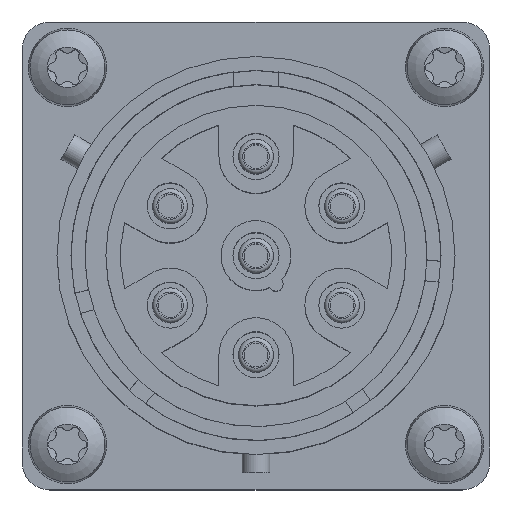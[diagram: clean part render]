
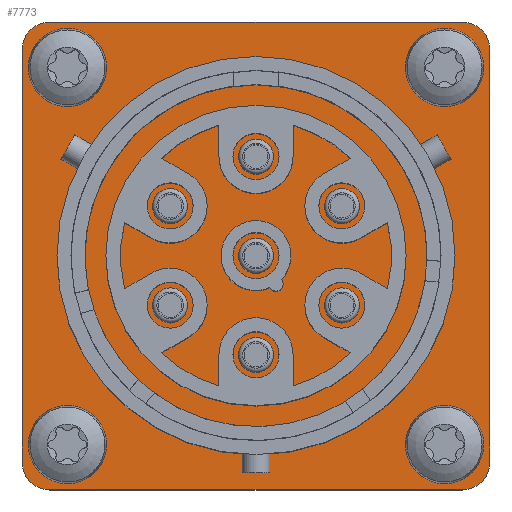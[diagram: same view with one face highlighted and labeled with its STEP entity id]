
A CAD part, top view. The second image highlights one B-rep face of the part: STEP entity #7773.
In plain terms, the highlighted planar face has unit normal (0, 0, 1).
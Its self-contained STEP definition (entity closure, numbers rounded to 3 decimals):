
#381=LINE($,#12547,#829);
#385=LINE($,#12559,#833);
#389=LINE($,#12571,#837);
#392=LINE($,#12580,#840);
#829=VECTOR($,#10119,29.5);
#833=VECTOR($,#10131,29.5);
#837=VECTOR($,#10143,29.5);
#840=VECTOR($,#10154,29.5);
#1252=PLANE($,#8583);
#1536=FACE_BOUND($,#2504,.T.);
#1537=FACE_BOUND($,#2505,.T.);
#1538=FACE_BOUND($,#2506,.T.);
#1539=FACE_BOUND($,#2507,.T.);
#1540=FACE_BOUND($,#2508,.T.);
#1541=FACE_BOUND($,#2509,.T.);
#1542=FACE_BOUND($,#2510,.T.);
#1543=FACE_BOUND($,#2511,.T.);
#1544=FACE_BOUND($,#2512,.T.);
#1545=FACE_BOUND($,#2513,.T.);
#1546=FACE_BOUND($,#2514,.T.);
#1846=FACE_OUTER_BOUND($,#2503,.T.);
#2503=EDGE_LOOP($,(#5930,#5931,#5932,#5933,#5934,#5935,#5936,#5937));
#2504=EDGE_LOOP($,(#5938));
#2505=EDGE_LOOP($,(#5939));
#2506=EDGE_LOOP($,(#5940));
#2507=EDGE_LOOP($,(#5941));
#2508=EDGE_LOOP($,(#5942));
#2509=EDGE_LOOP($,(#5943));
#2510=EDGE_LOOP($,(#5944));
#2511=EDGE_LOOP($,(#5945));
#2512=EDGE_LOOP($,(#5946));
#2513=EDGE_LOOP($,(#5947));
#2514=EDGE_LOOP($,(#5948));
#3129=CIRCLE($,#8508,1.25);
#3134=CIRCLE($,#8516,1.25);
#3137=CIRCLE($,#8521,1.25);
#3140=CIRCLE($,#8526,1.25);
#3143=CIRCLE($,#8531,1.25);
#3146=CIRCLE($,#8536,1.25);
#3155=CIRCLE($,#8553,1.6);
#3157=CIRCLE($,#8556,1.6);
#3159=CIRCLE($,#8559,1.6);
#3161=CIRCLE($,#8562,1.6);
#3163=CIRCLE($,#8565,2.);
#3165=CIRCLE($,#8569,2.);
#3167=CIRCLE($,#8573,2.);
#3169=CIRCLE($,#8577,2.);
#3171=CIRCLE($,#8582,1.25);
#3641=VERTEX_POINT($,#12445);
#3646=VERTEX_POINT($,#12458);
#3649=VERTEX_POINT($,#12466);
#3652=VERTEX_POINT($,#12474);
#3655=VERTEX_POINT($,#12482);
#3658=VERTEX_POINT($,#12490);
#3667=VERTEX_POINT($,#12516);
#3669=VERTEX_POINT($,#12521);
#3671=VERTEX_POINT($,#12526);
#3673=VERTEX_POINT($,#12531);
#3676=VERTEX_POINT($,#12537);
#3677=VERTEX_POINT($,#12539);
#3679=VERTEX_POINT($,#12545);
#3681=VERTEX_POINT($,#12551);
#3683=VERTEX_POINT($,#12557);
#3685=VERTEX_POINT($,#12563);
#3687=VERTEX_POINT($,#12569);
#3689=VERTEX_POINT($,#12575);
#3691=VERTEX_POINT($,#12585);
#4489=EDGE_CURVE($,#3641,#3641,#3129,.T.);
#4494=EDGE_CURVE($,#3646,#3646,#3134,.T.);
#4497=EDGE_CURVE($,#3649,#3649,#3137,.T.);
#4500=EDGE_CURVE($,#3652,#3652,#3140,.T.);
#4503=EDGE_CURVE($,#3655,#3655,#3143,.T.);
#4506=EDGE_CURVE($,#3658,#3658,#3146,.T.);
#4515=EDGE_CURVE($,#3667,#3667,#3155,.T.);
#4517=EDGE_CURVE($,#3669,#3669,#3157,.T.);
#4519=EDGE_CURVE($,#3671,#3671,#3159,.T.);
#4521=EDGE_CURVE($,#3673,#3673,#3161,.T.);
#4524=EDGE_CURVE($,#3676,#3677,#3163,.T.);
#4528=EDGE_CURVE($,#3679,#3676,#381,.T.);
#4531=EDGE_CURVE($,#3681,#3679,#3165,.T.);
#4534=EDGE_CURVE($,#3683,#3681,#385,.T.);
#4537=EDGE_CURVE($,#3685,#3683,#3167,.T.);
#4540=EDGE_CURVE($,#3687,#3685,#389,.T.);
#4543=EDGE_CURVE($,#3689,#3687,#3169,.T.);
#4545=EDGE_CURVE($,#3677,#3689,#392,.T.);
#4547=EDGE_CURVE($,#3691,#3691,#3171,.T.);
#5930=ORIENTED_EDGE($,*,*,#4545,.F.);
#5931=ORIENTED_EDGE($,*,*,#4524,.F.);
#5932=ORIENTED_EDGE($,*,*,#4528,.F.);
#5933=ORIENTED_EDGE($,*,*,#4531,.F.);
#5934=ORIENTED_EDGE($,*,*,#4534,.F.);
#5935=ORIENTED_EDGE($,*,*,#4537,.F.);
#5936=ORIENTED_EDGE($,*,*,#4540,.F.);
#5937=ORIENTED_EDGE($,*,*,#4543,.F.);
#5938=ORIENTED_EDGE($,*,*,#4489,.T.);
#5939=ORIENTED_EDGE($,*,*,#4521,.T.);
#5940=ORIENTED_EDGE($,*,*,#4519,.T.);
#5941=ORIENTED_EDGE($,*,*,#4517,.T.);
#5942=ORIENTED_EDGE($,*,*,#4515,.T.);
#5943=ORIENTED_EDGE($,*,*,#4506,.T.);
#5944=ORIENTED_EDGE($,*,*,#4503,.T.);
#5945=ORIENTED_EDGE($,*,*,#4500,.T.);
#5946=ORIENTED_EDGE($,*,*,#4497,.T.);
#5947=ORIENTED_EDGE($,*,*,#4494,.T.);
#5948=ORIENTED_EDGE($,*,*,#4547,.T.);
#7773=ADVANCED_FACE($,(#1846,#1536,#1537,#1538,#1539,#1540,#1541,#1542,
#1543,#1544,#1545,#1546),#1252,.T.);
#8508=AXIS2_PLACEMENT_3D($,#12446,#9997,#9998);
#8516=AXIS2_PLACEMENT_3D($,#12459,#10013,#10014);
#8521=AXIS2_PLACEMENT_3D($,#12467,#10023,#10024);
#8526=AXIS2_PLACEMENT_3D($,#12475,#10033,#10034);
#8531=AXIS2_PLACEMENT_3D($,#12483,#10043,#10044);
#8536=AXIS2_PLACEMENT_3D($,#12491,#10053,#10054);
#8553=AXIS2_PLACEMENT_3D($,#12517,#10087,#10088);
#8556=AXIS2_PLACEMENT_3D($,#12522,#10093,#10094);
#8559=AXIS2_PLACEMENT_3D($,#12527,#10099,#10100);
#8562=AXIS2_PLACEMENT_3D($,#12532,#10105,#10106);
#8565=AXIS2_PLACEMENT_3D($,#12540,#10112,#10113);
#8569=AXIS2_PLACEMENT_3D($,#12553,#10125,#10126);
#8573=AXIS2_PLACEMENT_3D($,#12565,#10137,#10138);
#8577=AXIS2_PLACEMENT_3D($,#12577,#10149,#10150);
#8582=AXIS2_PLACEMENT_3D($,#12586,#10161,#10162);
#8583=AXIS2_PLACEMENT_3D($,#12587,#10163,#10164);
#9997=DIRECTION('center_axis',(0.,0.,-1.));
#9998=DIRECTION('ref_axis',(1.,0.,0.));
#10013=DIRECTION('center_axis',(0.,0.,-1.));
#10014=DIRECTION('ref_axis',(1.,0.,0.));
#10023=DIRECTION('center_axis',(0.,0.,-1.));
#10024=DIRECTION('ref_axis',(1.,0.,0.));
#10033=DIRECTION('center_axis',(0.,0.,-1.));
#10034=DIRECTION('ref_axis',(1.,0.,0.));
#10043=DIRECTION('center_axis',(0.,0.,-1.));
#10044=DIRECTION('ref_axis',(1.,0.,0.));
#10053=DIRECTION('center_axis',(0.,0.,-1.));
#10054=DIRECTION('ref_axis',(1.,0.,0.));
#10087=DIRECTION('center_axis',(0.,0.,
-1.));
#10088=DIRECTION('ref_axis',(1.,0.,0.));
#10093=DIRECTION('center_axis',(0.,0.,
-1.));
#10094=DIRECTION('ref_axis',(1.,0.,0.));
#10099=DIRECTION('center_axis',(0.,0.,
-1.));
#10100=DIRECTION('ref_axis',(1.,0.,0.));
#10105=DIRECTION('center_axis',(0.,0.,
-1.));
#10106=DIRECTION('ref_axis',(1.,0.,0.));
#10112=DIRECTION('center_axis',(0.,0.,-1.));
#10113=DIRECTION('ref_axis',(0.707,-0.707,0.));
#10119=DIRECTION($,(0.,-1.,0.));
#10125=DIRECTION('center_axis',(0.,0.,-1.));
#10126=DIRECTION('ref_axis',(0.707,0.707,0.));
#10131=DIRECTION($,(1.,0.,0.));
#10137=DIRECTION('center_axis',(0.,0.,-1.));
#10138=DIRECTION('ref_axis',(-0.707,0.707,0.));
#10143=DIRECTION($,(0.,1.,0.));
#10149=DIRECTION('center_axis',(0.,0.,-1.));
#10150=DIRECTION('ref_axis',(-0.707,-0.707,0.));
#10154=DIRECTION($,(-1.,0.,0.));
#10161=DIRECTION('center_axis',(0.,0.,-1.));
#10162=DIRECTION('ref_axis',(1.,0.,0.));
#10163=DIRECTION('center_axis',(0.,0.,1.));
#10164=DIRECTION('ref_axis',(-1.,0.,0.));
#12445=CARTESIAN_POINT('',(7.399,-3.55,17.5));
#12446=CARTESIAN_POINT('Origin',(6.149,-3.55,17.5));
#12458=CARTESIAN_POINT('',(7.399,3.55,17.5));
#12459=CARTESIAN_POINT('Origin',(6.149,3.55,17.5));
#12466=CARTESIAN_POINT('',(1.25,7.1,17.5));
#12467=CARTESIAN_POINT('Origin',(0.,7.1,
17.5));
#12474=CARTESIAN_POINT('',(-4.899,3.55,17.5));
#12475=CARTESIAN_POINT('Origin',(-6.149,3.55,17.5));
#12482=CARTESIAN_POINT('',(-4.899,-3.55,17.5));
#12483=CARTESIAN_POINT('Origin',(-6.149,-3.55,17.5));
#12490=CARTESIAN_POINT('',(1.25,-7.1,17.5));
#12491=CARTESIAN_POINT('Origin',(0.,-7.1,
17.5));
#12516=CARTESIAN_POINT('',(-11.9,-13.5,17.5));
#12517=CARTESIAN_POINT('Origin',(-13.5,-13.5,17.5));
#12521=CARTESIAN_POINT('',(15.1,-13.5,17.5));
#12522=CARTESIAN_POINT('Origin',(13.5,-13.5,17.5));
#12526=CARTESIAN_POINT('',(15.1,13.5,17.5));
#12527=CARTESIAN_POINT('Origin',(13.5,13.5,17.5));
#12531=CARTESIAN_POINT('',(-11.9,13.5,17.5));
#12532=CARTESIAN_POINT('Origin',(-13.5,13.5,17.5));
#12537=CARTESIAN_POINT('',(16.75,-14.75,17.5));
#12539=CARTESIAN_POINT('',(14.75,-16.75,17.5));
#12540=CARTESIAN_POINT('Origin',(14.75,-14.75,17.5));
#12545=CARTESIAN_POINT('',(16.75,14.75,17.5));
#12547=CARTESIAN_POINT($,(16.75,14.75,17.5));
#12551=CARTESIAN_POINT('',(14.75,16.75,17.5));
#12553=CARTESIAN_POINT('Origin',(14.75,14.75,17.5));
#12557=CARTESIAN_POINT('',(-14.75,16.75,17.5));
#12559=CARTESIAN_POINT($,(-14.75,16.75,17.5));
#12563=CARTESIAN_POINT('',(-16.75,14.75,17.5));
#12565=CARTESIAN_POINT('Origin',(-14.75,14.75,17.5));
#12569=CARTESIAN_POINT('',(-16.75,-14.75,17.5));
#12571=CARTESIAN_POINT($,(-16.75,-14.75,17.5));
#12575=CARTESIAN_POINT('',(-14.75,-16.75,17.5));
#12577=CARTESIAN_POINT('Origin',(-14.75,-14.75,17.5));
#12580=CARTESIAN_POINT($,(14.75,-16.75,17.5));
#12585=CARTESIAN_POINT('',(1.25,0.,17.5));
#12586=CARTESIAN_POINT('Origin',(0.,0.,
17.5));
#12587=CARTESIAN_POINT('Origin',(0.,0.,
17.5));
